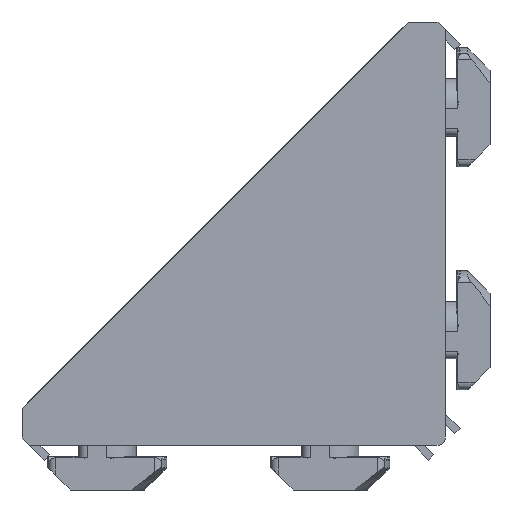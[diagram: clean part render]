
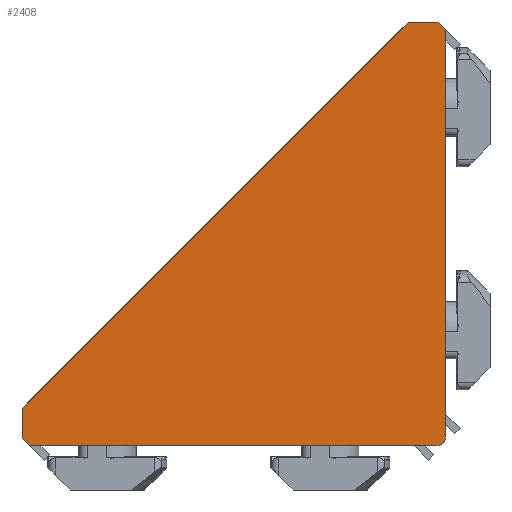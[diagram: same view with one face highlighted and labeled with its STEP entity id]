
A CAD part, left-side view. The second image highlights one B-rep face of the part: STEP entity #2408.
In plain terms, the highlighted planar face has unit normal (-1, 0, 0).
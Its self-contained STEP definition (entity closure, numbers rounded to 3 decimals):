
#363=DIRECTION('',(0.,-0.707,-0.707));
#364=VECTOR('',#363,1.414);
#365=CARTESIAN_POINT('',(-14.,1.,57.));
#366=LINE('',#365,#364);
#370=DIRECTION('',(0.,0.,-1.));
#371=VECTOR('',#370,55.);
#372=CARTESIAN_POINT('',(-14.,0.,56.));
#373=LINE('',#372,#371);
#377=CARTESIAN_POINT('',(-14.,1.,1.));
#378=DIRECTION('',(1.,0.,0.));
#379=DIRECTION('',(0.,-1.,0.));
#380=AXIS2_PLACEMENT_3D('',#377,#378,#379);
#385=DIRECTION('',(0.,1.,0.));
#386=VECTOR('',#385,55.);
#387=CARTESIAN_POINT('',(-14.,1.,0.));
#388=LINE('',#387,#386);
#392=DIRECTION('',(0.,0.707,0.707));
#393=VECTOR('',#392,1.414);
#394=CARTESIAN_POINT('',(-14.,56.,0.));
#395=LINE('',#394,#393);
#399=DIRECTION('',(0.,0.,1.));
#400=VECTOR('',#399,4.);
#401=CARTESIAN_POINT('',(-14.,57.,1.));
#402=LINE('',#401,#400);
#406=DIRECTION('',(0.,-0.707,0.707));
#407=VECTOR('',#406,73.539);
#408=CARTESIAN_POINT('',(-14.,57.,5.));
#409=LINE('',#408,#407);
#413=DIRECTION('',(0.,-1.,0.));
#414=VECTOR('',#413,4.);
#415=CARTESIAN_POINT('',(-14.,5.,57.));
#416=LINE('',#415,#414);
#2065=CARTESIAN_POINT('',(-14.,1.,57.));
#2066=CARTESIAN_POINT('',(-14.,0.,56.));
#2067=VERTEX_POINT('',#2065);
#2068=VERTEX_POINT('',#2066);
#2069=CARTESIAN_POINT('',(-14.,0.,1.));
#2070=VERTEX_POINT('',#2069);
#2071=CARTESIAN_POINT('',(-14.,1.,0.));
#2072=VERTEX_POINT('',#2071);
#2073=CARTESIAN_POINT('',(-14.,56.,0.));
#2074=VERTEX_POINT('',#2073);
#2075=CARTESIAN_POINT('',(-14.,57.,1.));
#2076=VERTEX_POINT('',#2075);
#2077=CARTESIAN_POINT('',(-14.,57.,5.));
#2078=VERTEX_POINT('',#2077);
#2079=CARTESIAN_POINT('',(-14.,5.,57.));
#2080=VERTEX_POINT('',#2079);
#2385=CARTESIAN_POINT('',(-14.,0.,0.));
#2386=DIRECTION('',(1.,0.,0.));
#2387=DIRECTION('',(0.,0.,-1.));
#2388=AXIS2_PLACEMENT_3D('',#2385,#2386,#2387);
#2389=PLANE('',#2388);
#2391=ORIENTED_EDGE('',*,*,#2390,.T.);
#2393=ORIENTED_EDGE('',*,*,#2392,.T.);
#2395=ORIENTED_EDGE('',*,*,#2394,.T.);
#2397=ORIENTED_EDGE('',*,*,#2396,.T.);
#2399=ORIENTED_EDGE('',*,*,#2398,.T.);
#2401=ORIENTED_EDGE('',*,*,#2400,.T.);
#2403=ORIENTED_EDGE('',*,*,#2402,.T.);
#2405=ORIENTED_EDGE('',*,*,#2404,.T.);
#2406=EDGE_LOOP('',(#2391,#2393,#2395,#2397,#2399,#2401,#2403,#2405));
#2407=FACE_OUTER_BOUND('',#2406,.F.);
#381=CIRCLE('',#380,1.);
#2390=EDGE_CURVE('',#2067,#2068,#366,.T.);
#2392=EDGE_CURVE('',#2068,#2070,#373,.T.);
#2394=EDGE_CURVE('',#2070,#2072,#381,.T.);
#2396=EDGE_CURVE('',#2072,#2074,#388,.T.);
#2398=EDGE_CURVE('',#2074,#2076,#395,.T.);
#2400=EDGE_CURVE('',#2076,#2078,#402,.T.);
#2402=EDGE_CURVE('',#2078,#2080,#409,.T.);
#2404=EDGE_CURVE('',#2080,#2067,#416,.T.);
#2408=ADVANCED_FACE('',(#2407),#2389,.F.);
